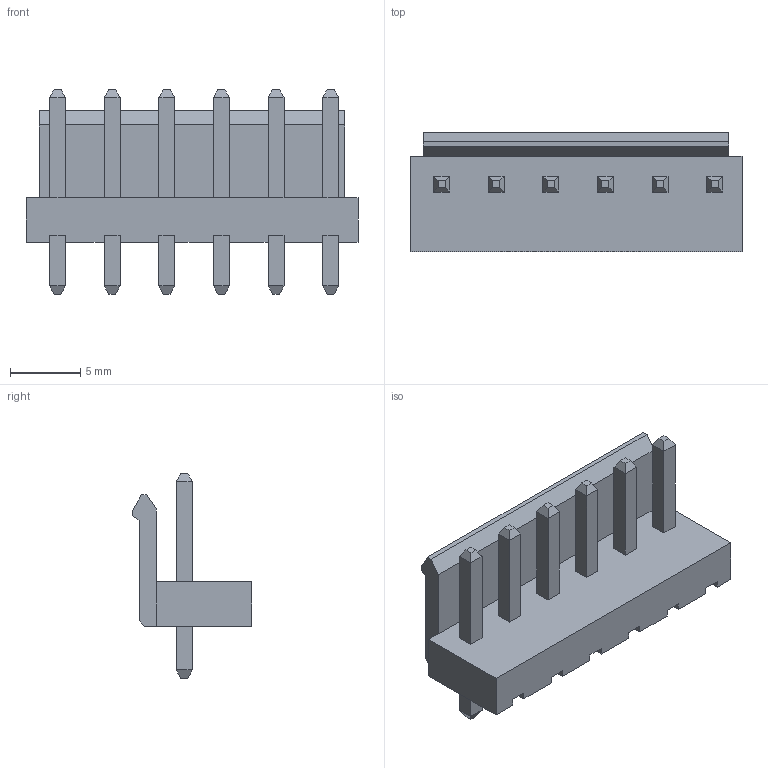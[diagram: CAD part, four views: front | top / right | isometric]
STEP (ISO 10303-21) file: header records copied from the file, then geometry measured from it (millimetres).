
FILE_DESCRIPTION (( 'STEP AP214' ), '1' );
FILE_NAME ('B6P-VH(LF)(SN).STEP', '2021-07-14T10:48:21', ( '' ), ( '' ), 'SwSTEP 2.0', 'SolidWorks 2018', '' );
FILE_SCHEMA (( 'AUTOMOTIVE_DESIGN' ));
Length unit declared in the file: millimetre
Products named in the file (3): Part1; Part2; B6P-VH(LF)(SN)
Assembly tree (7 placements, depth 2):
  B6P-VH(LF)(SN)
    Part2
    Part1  x6
Bounding box: 23.7 x 8.5 x 14.6 mm (x, y, z)
Volume: 828.5 mm3; surface area: 1350.9 mm2
Topology: 7 solids, 7 shells, 149 faces, 373 edges, 232 vertices
Faces by surface type: plane 149
Entity records: 2851 total; most frequent: CARTESIAN_POINT 474, ORIENTED_EDGE 466, DIRECTION 411, EDGE_CURVE 233, VECTOR 233, LINE 233, VERTEX_POINT 152, AXIS2_PLACEMENT_3D 89
